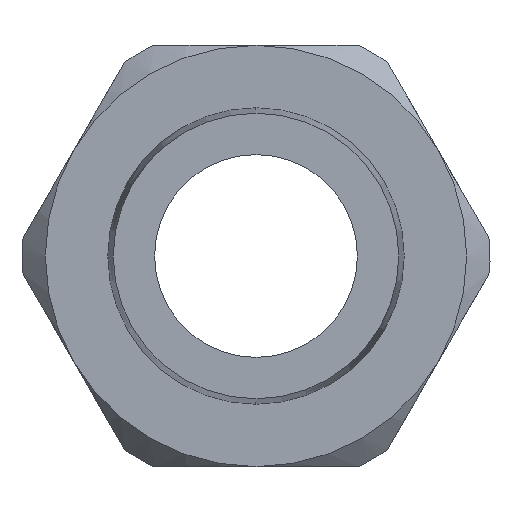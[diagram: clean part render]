
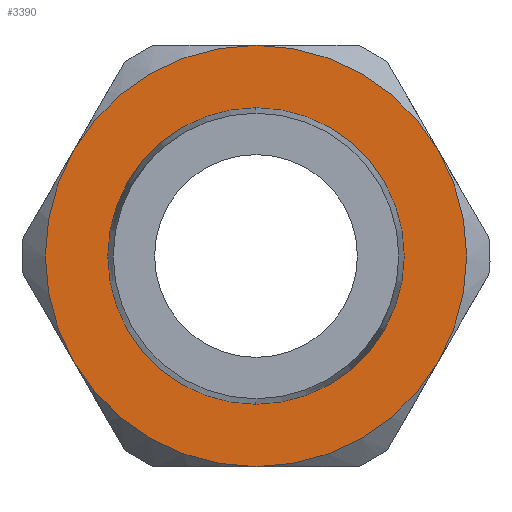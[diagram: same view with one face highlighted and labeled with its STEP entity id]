
A CAD part, left-side view. The second image highlights one B-rep face of the part: STEP entity #3390.
In plain terms, the highlighted planar face has unit normal (-1, 0, 0).
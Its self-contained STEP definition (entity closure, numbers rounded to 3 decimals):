
#230 = CIRCLE ( 'NONE', #2498, 13.5 ) ;
#261 = DIRECTION ( 'NONE',  ( -1., 0., 0. ) ) ;
#268 = EDGE_CURVE ( 'NONE', #575, #2456, #3168, .T. ) ;
#282 = FACE_OUTER_BOUND ( 'NONE', #1815, .T. ) ;
#433 = DIRECTION ( 'NONE',  ( 0., 0., 1. ) ) ;
#487 = CARTESIAN_POINT ( 'NONE',  ( 32., 0., 0. ) ) ;
#498 = EDGE_CURVE ( 'NONE', #1721, #4141, #2279, .T. ) ;
#534 = AXIS2_PLACEMENT_3D ( 'NONE', #4805, #1335, #2890 ) ;
#551 = VERTEX_POINT ( 'NONE', #2644 ) ;
#575 = VERTEX_POINT ( 'NONE', #1093 ) ;
#640 = CIRCLE ( 'NONE', #4019, 13.5 ) ;
#710 = CIRCLE ( 'NONE', #3857, 13.5 ) ;
#726 = CARTESIAN_POINT ( 'NONE',  ( 32., 0., 0. ) ) ;
#902 = DIRECTION ( 'NONE',  ( 0., 0., 1. ) ) ;
#945 = DIRECTION ( 'NONE',  ( 0., 0., 1. ) ) ;
#1016 = ORIENTED_EDGE ( 'NONE', *, *, #1051, .T. ) ;
#1051 = EDGE_CURVE ( 'NONE', #2595, #3554, #2323, .T. ) ;
#1093 = CARTESIAN_POINT ( 'NONE',  ( 32., 11.691, 6.75 ) ) ;
#1335 = DIRECTION ( 'NONE',  ( -1., 0., 0. ) ) ;
#1359 = CIRCLE ( 'NONE', #4111, 9.5 ) ;
#1380 = CARTESIAN_POINT ( 'NONE',  ( 32., 0., 0. ) ) ;
#1437 = AXIS2_PLACEMENT_3D ( 'NONE', #3383, #4920, #1450 ) ;
#1450 = DIRECTION ( 'NONE',  ( 0., 0., -1. ) ) ;
#1662 = ORIENTED_EDGE ( 'NONE', *, *, #4285, .T. ) ;
#1671 = CIRCLE ( 'NONE', #2727, 13.5 ) ;
#1721 = VERTEX_POINT ( 'NONE', #4078 ) ;
#1800 = EDGE_LOOP ( 'NONE', ( #2179, #4091 ) ) ;
#1815 = EDGE_LOOP ( 'NONE', ( #1662, #4245, #4440, #1016, #2212, #2123 ) ) ;
#1995 = CARTESIAN_POINT ( 'NONE',  ( 32., -11.691, 6.75 ) ) ;
#2033 = CARTESIAN_POINT ( 'NONE',  ( 32., 0., 0. ) ) ;
#2091 = CARTESIAN_POINT ( 'NONE',  ( 32., 0., 0. ) ) ;
#2123 = ORIENTED_EDGE ( 'NONE', *, *, #268, .T. ) ;
#2179 = ORIENTED_EDGE ( 'NONE', *, *, #498, .F. ) ;
#2212 = ORIENTED_EDGE ( 'NONE', *, *, #4586, .T. ) ;
#2279 = CIRCLE ( 'NONE', #2937, 9.5 ) ;
#2323 = CIRCLE ( 'NONE', #534, 13.5 ) ;
#2390 = DIRECTION ( 'NONE',  ( 0., 0., 1. ) ) ;
#2456 = VERTEX_POINT ( 'NONE', #4228 ) ;
#2498 = AXIS2_PLACEMENT_3D ( 'NONE', #487, #3950, #433 ) ;
#2595 = VERTEX_POINT ( 'NONE', #1995 ) ;
#2644 = CARTESIAN_POINT ( 'NONE',  ( 32., -11.691, -6.75 ) ) ;
#2727 = AXIS2_PLACEMENT_3D ( 'NONE', #726, #3810, #4525 ) ;
#2890 = DIRECTION ( 'NONE',  ( 0., 0., 1. ) ) ;
#2937 = AXIS2_PLACEMENT_3D ( 'NONE', #4585, #4131, #4154 ) ;
#3138 = EDGE_CURVE ( 'NONE', #551, #2595, #1671, .T. ) ;
#3168 = CIRCLE ( 'NONE', #4367, 13.5 ) ;
#3288 = VERTEX_POINT ( 'NONE', #4463 ) ;
#3383 = CARTESIAN_POINT ( 'NONE',  ( 32., 0., 0. ) ) ;
#3390 = ADVANCED_FACE ( 'NONE', ( #3753, #282 ), #4816, .F. ) ;
#3409 = CARTESIAN_POINT ( 'NONE',  ( 32., 0., 13.5 ) ) ;
#3494 = DIRECTION ( 'NONE',  ( 0., 0., 1. ) ) ;
#3554 = VERTEX_POINT ( 'NONE', #3409 ) ;
#3578 = DIRECTION ( 'NONE',  ( -1., 0., 0. ) ) ;
#3664 = EDGE_CURVE ( 'NONE', #3288, #551, #710, .T. ) ;
#3753 = FACE_BOUND ( 'NONE', #1800, .T. ) ;
#3785 = EDGE_CURVE ( 'NONE', #4141, #1721, #1359, .T. ) ;
#3810 = DIRECTION ( 'NONE',  ( -1., 0., 0. ) ) ;
#3857 = AXIS2_PLACEMENT_3D ( 'NONE', #1380, #4027, #945 ) ;
#3950 = DIRECTION ( 'NONE',  ( -1., 0., 0. ) ) ;
#4019 = AXIS2_PLACEMENT_3D ( 'NONE', #2091, #4287, #902 ) ;
#4027 = DIRECTION ( 'NONE',  ( -1., 0., 0. ) ) ;
#4078 = CARTESIAN_POINT ( 'NONE',  ( 32., 0., 9.5 ) ) ;
#4091 = ORIENTED_EDGE ( 'NONE', *, *, #3785, .F. ) ;
#4111 = AXIS2_PLACEMENT_3D ( 'NONE', #4982, #261, #3494 ) ;
#4131 = DIRECTION ( 'NONE',  ( -1., 0., 0. ) ) ;
#4141 = VERTEX_POINT ( 'NONE', #4549 ) ;
#4154 = DIRECTION ( 'NONE',  ( 0., 0., 1. ) ) ;
#4228 = CARTESIAN_POINT ( 'NONE',  ( 32., 11.691, -6.75 ) ) ;
#4245 = ORIENTED_EDGE ( 'NONE', *, *, #3664, .T. ) ;
#4285 = EDGE_CURVE ( 'NONE', #2456, #3288, #640, .T. ) ;
#4287 = DIRECTION ( 'NONE',  ( -1., 0., 0. ) ) ;
#4367 = AXIS2_PLACEMENT_3D ( 'NONE', #2033, #3578, #2390 ) ;
#4440 = ORIENTED_EDGE ( 'NONE', *, *, #3138, .T. ) ;
#4463 = CARTESIAN_POINT ( 'NONE',  ( 32., 0., -13.5 ) ) ;
#4525 = DIRECTION ( 'NONE',  ( 0., 0., 1. ) ) ;
#4549 = CARTESIAN_POINT ( 'NONE',  ( 32., 0., -9.5 ) ) ;
#4585 = CARTESIAN_POINT ( 'NONE',  ( 32., 0., 0. ) ) ;
#4586 = EDGE_CURVE ( 'NONE', #3554, #575, #230, .T. ) ;
#4805 = CARTESIAN_POINT ( 'NONE',  ( 32., 0., 0. ) ) ;
#4816 = PLANE ( 'NONE',  #1437 ) ;
#4920 = DIRECTION ( 'NONE',  ( 1., 0., 0. ) ) ;
#4982 = CARTESIAN_POINT ( 'NONE',  ( 32., 0., 0. ) ) ;
